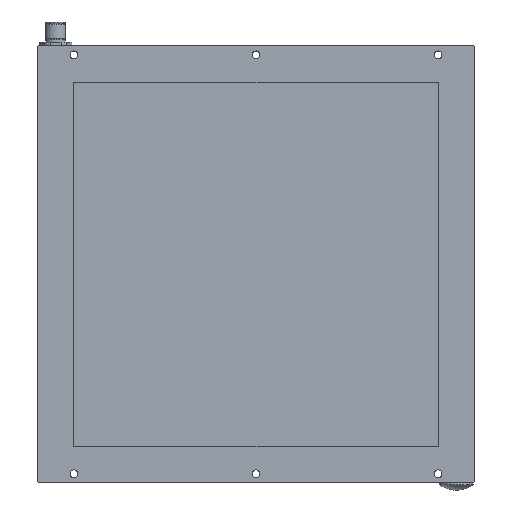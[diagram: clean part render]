
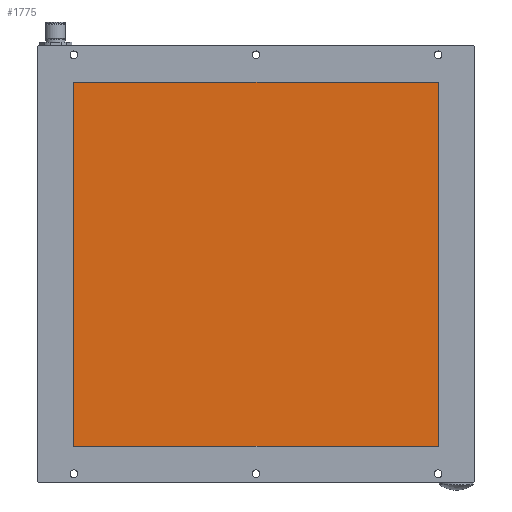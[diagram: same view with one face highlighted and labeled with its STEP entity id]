
A CAD part, front view. The second image highlights one B-rep face of the part: STEP entity #1775.
In plain terms, the highlighted planar face has unit normal (0, -1, 0).
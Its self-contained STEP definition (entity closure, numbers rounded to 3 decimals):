
#752 = CARTESIAN_POINT ( 'NONE',  ( 20., 4.1, -20. ) ) ;
#795 = CARTESIAN_POINT ( 'NONE',  ( 220., 4.1, -20. ) ) ;
#851 = CARTESIAN_POINT ( 'NONE',  ( 20., 4.1, -220. ) ) ;
#911 = CARTESIAN_POINT ( 'NONE',  ( 220., 4.1, -220. ) ) ;
#1266 = EDGE_LOOP ( 'NONE', ( #2696, #2720, #2597, #2645 ) ) ;
#1388 = CARTESIAN_POINT ( 'NONE',  ( 240., 4.1, -20. ) ) ;
#1478 = DIRECTION ( 'NONE',  ( 0., 0., 1. ) ) ;
#1483 = LINE ( 'NONE', #1659, #3523 ) ;
#1533 = LINE ( 'NONE', #1388, #3260 ) ;
#1658 = DIRECTION ( 'NONE',  ( 1., 0., 0. ) ) ;
#1659 = CARTESIAN_POINT ( 'NONE',  ( 220., 4.1, -226. ) ) ;
#1775 = ADVANCED_FACE ( 'NONE', ( #2848 ), #2864, .T. ) ;
#2597 = ORIENTED_EDGE ( 'NONE', *, *, #3573, .F. ) ;
#2645 = ORIENTED_EDGE ( 'NONE', *, *, #3696, .T. ) ;
#2696 = ORIENTED_EDGE ( 'NONE', *, *, #3671, .F. ) ;
#2720 = ORIENTED_EDGE ( 'NONE', *, *, #3639, .T. ) ;
#2789 = CARTESIAN_POINT ( 'NONE',  ( 15.5, 4.1, -224.5 ) ) ;
#2843 = DIRECTION ( 'NONE',  ( 1., 0., 0. ) ) ;
#2844 = DIRECTION ( 'NONE',  ( 0., -1., 0. ) ) ;
#2848 = FACE_OUTER_BOUND ( 'NONE', #1266, .T. ) ;
#2864 = PLANE ( 'NONE',  #4433 ) ;
#3231 = VECTOR ( 'NONE', #4090, 1000. ) ;
#3260 = VECTOR ( 'NONE', #1658, 1000. ) ;
#3284 = LINE ( 'NONE', #3398, #3231 ) ;
#3349 = VECTOR ( 'NONE', #4101, 1000. ) ;
#3398 = CARTESIAN_POINT ( 'NONE',  ( 0., 4.1, -220. ) ) ;
#3523 = VECTOR ( 'NONE', #1478, 1000. ) ;
#3573 = EDGE_CURVE ( 'NONE', #4901, #4988, #1533, .T. ) ;
#3639 = EDGE_CURVE ( 'NONE', #5258, #4988, #1483, .T. ) ;
#3671 = EDGE_CURVE ( 'NONE', #5258, #5127, #3284, .T. ) ;
#3696 = EDGE_CURVE ( 'NONE', #4901, #5127, #4103, .T. ) ;
#4068 = CARTESIAN_POINT ( 'NONE',  ( 20., 4.1, -14. ) ) ;
#4090 = DIRECTION ( 'NONE',  ( -1., 0., 0. ) ) ;
#4101 = DIRECTION ( 'NONE',  ( 0., 0., -1. ) ) ;
#4103 = LINE ( 'NONE', #4068, #3349 ) ;
#4433 = AXIS2_PLACEMENT_3D ( 'NONE', #2789, #2844, #2843 ) ;
#4901 = VERTEX_POINT ( 'NONE', #752 ) ;
#4988 = VERTEX_POINT ( 'NONE', #795 ) ;
#5127 = VERTEX_POINT ( 'NONE', #851 ) ;
#5258 = VERTEX_POINT ( 'NONE', #911 ) ;
